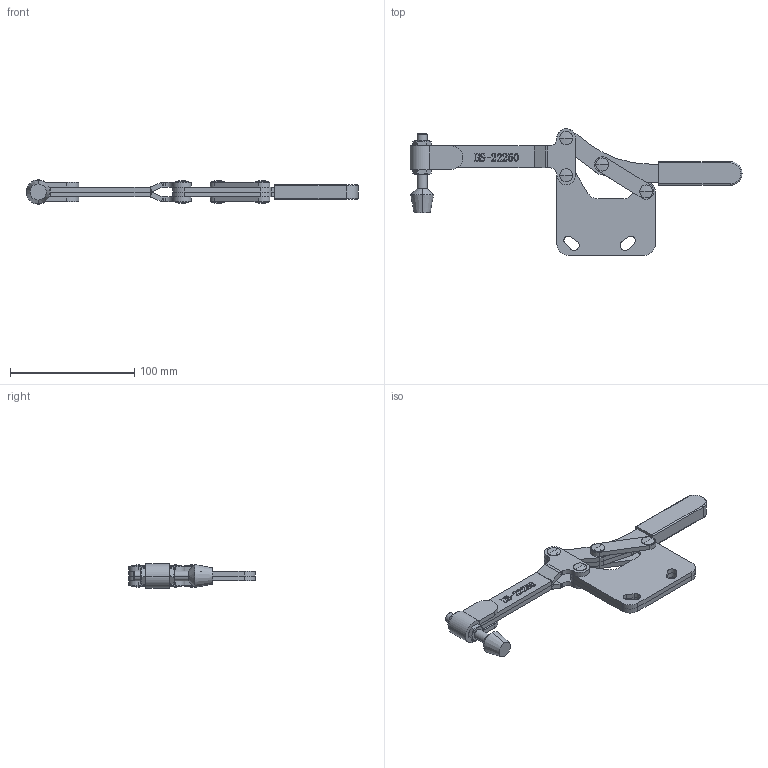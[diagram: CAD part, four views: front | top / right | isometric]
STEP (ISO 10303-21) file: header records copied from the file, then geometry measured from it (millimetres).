
FILE_DESCRIPTION (( 'STEP AP203' ), '1' );
FILE_NAME ('HS-22250 .STEP', '2019-10-05T03:45:57', ( '微软用户' ), ( '微软中国' ), 'SwSTEP 2.0', 'SolidWorks 2012', '' );
FILE_SCHEMA (( 'CONFIG_CONTROL_DESIGN' ));
Length unit declared in the file: millimetre
Products named in the file (12): HS-22250 ; hexagon head bolts-full thread gb_GB_FASTENER_BOLT_STBAB A M8X55-N; hex thin nuts-grades ab-chamfered gb_GB_FASTENER_NUT_STNAB M8-N; 揤參; 揤輸; 种; 忒梟; 忒參; 蟀裝; 標; 眻菁釱
Assembly tree (16 placements, depth 2):
  HS-22250 
    眻菁釱
    標
    蟀裝  x2
    忒參
    忒梟
    种  x4
    揤參
    揤輸
    揤參
    hex thin nuts-grades ab-chamfered gb_GB_FASTENER_NUT_STNAB M8-N  x2
    hexagon head bolts-full thread gb_GB_FASTENER_BOLT_STBAB A M8X55-N
Bounding box: 267.39 x 101.85 x 19.45 mm (x, y, z)
Volume: 97477.9 mm3; surface area: 58344.5 mm2
Topology: 18 solids, 18 shells, 683 faces, 1770 edges, 1156 vertices
Faces by surface type: plane 346, bspline 144, cylinder 143, cone 30, sphere 16, torus 4
Entity records: 27615 total; most frequent: CARTESIAN_POINT 11666, ORIENTED_EDGE 3250, DIRECTION 2567, EDGE_CURVE 1625, VERTEX_POINT 1060, VECTOR 1029, LINE 1029, AXIS2_PLACEMENT_3D 769
